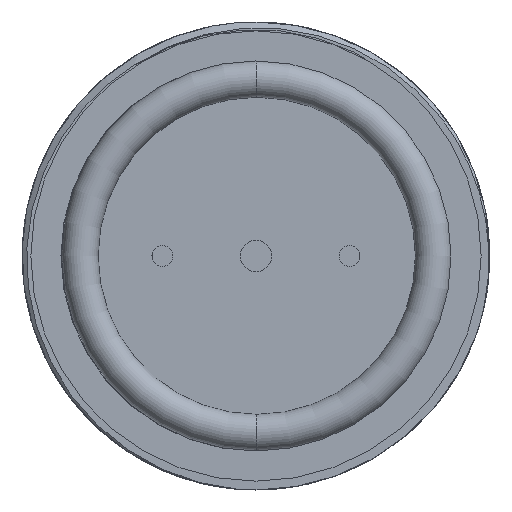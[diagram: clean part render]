
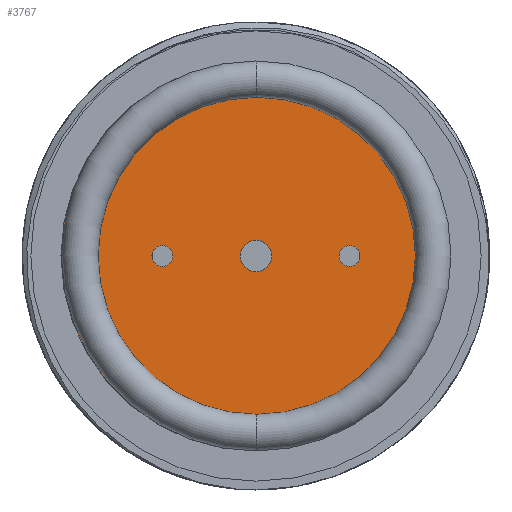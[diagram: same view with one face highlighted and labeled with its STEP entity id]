
A CAD part, front view. The second image highlights one B-rep face of the part: STEP entity #3767.
In plain terms, the highlighted planar face has unit normal (0, -1, 0).
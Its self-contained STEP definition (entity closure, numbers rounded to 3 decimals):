
#21 = EDGE_LOOP ( 'NONE', ( #8965, #1733 ) ) ;
#27 = CIRCLE ( 'NONE', #270, 1. ) ;
#164 = AXIS2_PLACEMENT_3D ( 'NONE', #1417, #6666, #2165 ) ;
#268 = CIRCLE ( 'NONE', #164, 18.75 ) ;
#270 = AXIS2_PLACEMENT_3D ( 'NONE', #9690, #5184, #676 ) ;
#311 = ORIENTED_EDGE ( 'NONE', *, *, #2093, .F. ) ;
#338 = DIRECTION ( 'NONE',  ( 0., -1., 0. ) ) ;
#534 = CARTESIAN_POINT ( 'NONE',  ( -9., 2.7, 1. ) ) ;
#676 = DIRECTION ( 'NONE',  ( 0., 0., -1. ) ) ;
#784 = DIRECTION ( 'NONE',  ( 0., -1., 0. ) ) ;
#1080 = ORIENTED_EDGE ( 'NONE', *, *, #4691, .F. ) ;
#1265 = AXIS2_PLACEMENT_3D ( 'NONE', #5288, #784, #6034 ) ;
#1417 = CARTESIAN_POINT ( 'NONE',  ( 0., 2.7, 0. ) ) ;
#1427 = VERTEX_POINT ( 'NONE', #3318 ) ;
#1481 = CARTESIAN_POINT ( 'NONE',  ( -9., 2.7, -1. ) ) ;
#1557 = CIRCLE ( 'NONE', #1265, 1. ) ;
#1733 = ORIENTED_EDGE ( 'NONE', *, *, #4242, .T. ) ;
#1844 = AXIS2_PLACEMENT_3D ( 'NONE', #6213, #8542, #4029 ) ;
#1901 = FACE_BOUND ( 'NONE', #3934, .T. ) ;
#2093 = EDGE_CURVE ( 'NONE', #8904, #4990, #5161, .T. ) ;
#2165 = DIRECTION ( 'NONE',  ( 0., 0., -1. ) ) ;
#2518 = DIRECTION ( 'NONE',  ( 0., 0., -1. ) ) ;
#2566 = ORIENTED_EDGE ( 'NONE', *, *, #4298, .F. ) ;
#2739 = EDGE_CURVE ( 'NONE', #6966, #8747, #5283, .T. ) ;
#2826 = ORIENTED_EDGE ( 'NONE', *, *, #9178, .F. ) ;
#2975 = EDGE_LOOP ( 'NONE', ( #2566, #1080 ) ) ;
#3220 = FACE_BOUND ( 'NONE', #3225, .T. ) ;
#3225 = EDGE_LOOP ( 'NONE', ( #311, #4873 ) ) ;
#3318 = CARTESIAN_POINT ( 'NONE',  ( 9., 2.7, -1. ) ) ;
#3320 = AXIS2_PLACEMENT_3D ( 'NONE', #3634, #8901, #4379 ) ;
#3634 = CARTESIAN_POINT ( 'NONE',  ( 0., 2.7, 0. ) ) ;
#3641 = AXIS2_PLACEMENT_3D ( 'NONE', #3774, #9046, #4524 ) ;
#3767 = ADVANCED_FACE ( 'NONE', ( #9219, #3220, #1901, #5192 ), #7749, .T. ) ;
#3774 = CARTESIAN_POINT ( 'NONE',  ( -9., 2.7, 0. ) ) ;
#3934 = EDGE_LOOP ( 'NONE', ( #2826, #5798 ) ) ;
#4029 = DIRECTION ( 'NONE',  ( 0., 0., -1. ) ) ;
#4107 = AXIS2_PLACEMENT_3D ( 'NONE', #4836, #338, #5594 ) ;
#4127 = CARTESIAN_POINT ( 'NONE',  ( 0., 2.7, 0. ) ) ;
#4242 = EDGE_CURVE ( 'NONE', #8747, #6966, #268, .T. ) ;
#4298 = EDGE_CURVE ( 'NONE', #1427, #9272, #27, .T. ) ;
#4379 = DIRECTION ( 'NONE',  ( 0., 0., -1. ) ) ;
#4428 = EDGE_CURVE ( 'NONE', #4990, #8904, #1557, .T. ) ;
#4524 = DIRECTION ( 'NONE',  ( 0., 0., -1. ) ) ;
#4587 = CIRCLE ( 'NONE', #7647, 1.5 ) ;
#4610 = CIRCLE ( 'NONE', #4107, 1. ) ;
#4643 = VERTEX_POINT ( 'NONE', #9281 ) ;
#4660 = CARTESIAN_POINT ( 'NONE',  ( 0., 2.7, -18.75 ) ) ;
#4691 = EDGE_CURVE ( 'NONE', #9272, #1427, #4610, .T. ) ;
#4836 = CARTESIAN_POINT ( 'NONE',  ( 9., 2.7, 0. ) ) ;
#4873 = ORIENTED_EDGE ( 'NONE', *, *, #4428, .F. ) ;
#4883 = DIRECTION ( 'NONE',  ( 0., 0., -1. ) ) ;
#4990 = VERTEX_POINT ( 'NONE', #534 ) ;
#5097 = VERTEX_POINT ( 'NONE', #9608 ) ;
#5161 = CIRCLE ( 'NONE', #3641, 1. ) ;
#5184 = DIRECTION ( 'NONE',  ( 0., -1., 0. ) ) ;
#5192 = FACE_OUTER_BOUND ( 'NONE', #21, .T. ) ;
#5283 = CIRCLE ( 'NONE', #3320, 18.75 ) ;
#5288 = CARTESIAN_POINT ( 'NONE',  ( -9., 2.7, 0. ) ) ;
#5594 = DIRECTION ( 'NONE',  ( 0., 0., -1. ) ) ;
#5798 = ORIENTED_EDGE ( 'NONE', *, *, #7202, .F. ) ;
#5847 = AXIS2_PLACEMENT_3D ( 'NONE', #9184, #7020, #2518 ) ;
#6034 = DIRECTION ( 'NONE',  ( 0., 0., -1. ) ) ;
#6204 = CIRCLE ( 'NONE', #5847, 1.5 ) ;
#6213 = CARTESIAN_POINT ( 'NONE',  ( 0., 2.7, 0. ) ) ;
#6314 = CARTESIAN_POINT ( 'NONE',  ( 9., 2.7, 1. ) ) ;
#6666 = DIRECTION ( 'NONE',  ( 0., -1., 0. ) ) ;
#6966 = VERTEX_POINT ( 'NONE', #4660 ) ;
#7020 = DIRECTION ( 'NONE',  ( 0., -1., 0. ) ) ;
#7202 = EDGE_CURVE ( 'NONE', #5097, #4643, #4587, .T. ) ;
#7647 = AXIS2_PLACEMENT_3D ( 'NONE', #4127, #9389, #4883 ) ;
#7749 = PLANE ( 'NONE',  #1844 ) ;
#8542 = DIRECTION ( 'NONE',  ( 0., -1., 0. ) ) ;
#8747 = VERTEX_POINT ( 'NONE', #9620 ) ;
#8901 = DIRECTION ( 'NONE',  ( 0., -1., 0. ) ) ;
#8904 = VERTEX_POINT ( 'NONE', #1481 ) ;
#8965 = ORIENTED_EDGE ( 'NONE', *, *, #2739, .T. ) ;
#9046 = DIRECTION ( 'NONE',  ( 0., -1., 0. ) ) ;
#9178 = EDGE_CURVE ( 'NONE', #4643, #5097, #6204, .T. ) ;
#9184 = CARTESIAN_POINT ( 'NONE',  ( 0., 2.7, 0. ) ) ;
#9219 = FACE_BOUND ( 'NONE', #2975, .T. ) ;
#9272 = VERTEX_POINT ( 'NONE', #6314 ) ;
#9281 = CARTESIAN_POINT ( 'NONE',  ( 0., 2.7, -1.5 ) ) ;
#9389 = DIRECTION ( 'NONE',  ( 0., -1., 0. ) ) ;
#9608 = CARTESIAN_POINT ( 'NONE',  ( 0., 2.7, 1.5 ) ) ;
#9620 = CARTESIAN_POINT ( 'NONE',  ( 0., 2.7, 18.75 ) ) ;
#9690 = CARTESIAN_POINT ( 'NONE',  ( 9., 2.7, 0. ) ) ;
